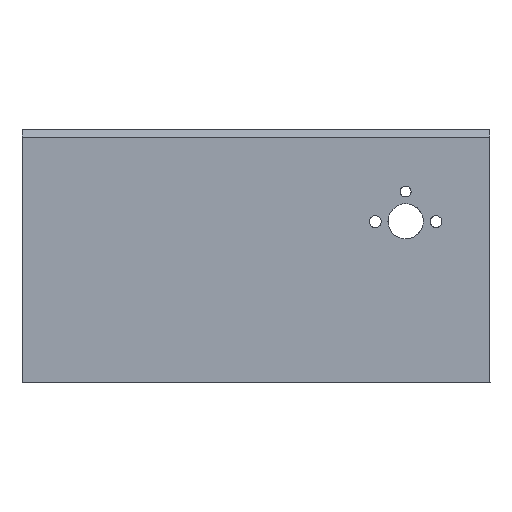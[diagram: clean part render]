
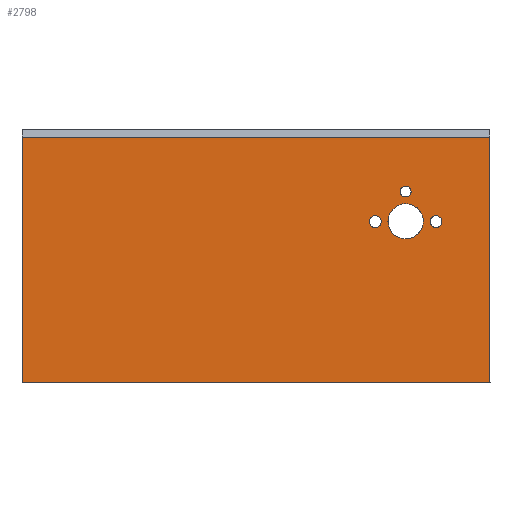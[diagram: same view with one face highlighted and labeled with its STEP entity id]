
A CAD part, front view. The second image highlights one B-rep face of the part: STEP entity #2798.
In plain terms, the highlighted planar face has unit normal (0, -1, 0).
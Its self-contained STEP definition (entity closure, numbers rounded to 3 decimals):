
#1916=CARTESIAN_POINT('',(-185.977,264.65,567.032));
#1917=VERTEX_POINT('',#1916);
#1939=CARTESIAN_POINT('',(-185.977,264.65,470.032));
#1940=VERTEX_POINT('',#1939);
#1947=CARTESIAN_POINT('',(-185.977,264.65,470.032));
#1948=DIRECTION('',(-0.,0.,1.));
#1949=VECTOR('',#1948,97.);
#1950=LINE('',#1947,#1949);
#1951=EDGE_CURVE('',#1940,#1917,#1950,.T.);
#2091=CARTESIAN_POINT('',(-0.941,264.624,470.032));
#2092=VERTEX_POINT('',#2091);
#2099=CARTESIAN_POINT('',(-185.977,264.65,470.032));
#2100=DIRECTION('',(1.,0.,-0.));
#2101=VECTOR('',#2100,185.036);
#2102=LINE('',#2099,#2101);
#2103=EDGE_CURVE('',#1940,#2092,#2102,.T.);
#2704=CARTESIAN_POINT('',(-162.325,264.647,465.393));
#2705=DIRECTION('',(0.,1.,-0.));
#2706=DIRECTION('',(-1.,0.,0.));
#2707=AXIS2_PLACEMENT_3D('',#2704,#2705,#2706);
#2708=PLANE('',#2707);
#2709=CARTESIAN_POINT('',(-43.933,264.63,533.624));
#2710=VERTEX_POINT('',#2709);
#2711=CARTESIAN_POINT('',(-46.283,264.63,535.974));
#2712=VERTEX_POINT('',#2711);
#2713=CARTESIAN_POINT('',(-46.283,264.63,533.624));
#2714=DIRECTION('',(0.,1.,-0.));
#2715=DIRECTION('',(1.,0.,-0.));
#2716=AXIS2_PLACEMENT_3D('',#2713,#2714,#2715);
#2717=ELLIPSE('',#2716,2.35,2.35);
#2718=EDGE_CURVE('',#2710,#2712,#2717,.T.);
#2719=ORIENTED_EDGE('',*,*,#2718,.T.);
#2720=CARTESIAN_POINT('',(-46.283,264.63,533.624));
#2721=DIRECTION('',(0.,1.,-0.));
#2722=DIRECTION('',(1.,0.,-0.));
#2723=AXIS2_PLACEMENT_3D('',#2720,#2721,#2722);
#2724=ELLIPSE('',#2723,2.35,2.35);
#2725=EDGE_CURVE('',#2712,#2710,#2724,.T.);
#2726=ORIENTED_EDGE('',*,*,#2725,.T.);
#2727=EDGE_LOOP('',(#2719,#2726));
#2728=FACE_BOUND('',#2727,.T.);
#2729=CARTESIAN_POINT('',(-19.933,264.627,533.624));
#2730=VERTEX_POINT('',#2729);
#2731=CARTESIAN_POINT('',(-22.283,264.627,535.974));
#2732=VERTEX_POINT('',#2731);
#2733=CARTESIAN_POINT('',(-22.283,264.627,533.624));
#2734=DIRECTION('',(0.,1.,-0.));
#2735=DIRECTION('',(1.,0.,-0.));
#2736=AXIS2_PLACEMENT_3D('',#2733,#2734,#2735);
#2737=ELLIPSE('',#2736,2.35,2.35);
#2738=EDGE_CURVE('',#2730,#2732,#2737,.T.);
#2739=ORIENTED_EDGE('',*,*,#2738,.T.);
#2740=CARTESIAN_POINT('',(-22.283,264.627,533.624));
#2741=DIRECTION('',(0.,1.,-0.));
#2742=DIRECTION('',(1.,0.,-0.));
#2743=AXIS2_PLACEMENT_3D('',#2740,#2741,#2742);
#2744=ELLIPSE('',#2743,2.35,2.35);
#2745=EDGE_CURVE('',#2732,#2730,#2744,.T.);
#2746=ORIENTED_EDGE('',*,*,#2745,.T.);
#2747=EDGE_LOOP('',(#2739,#2746));
#2748=FACE_BOUND('',#2747,.T.);
#2749=CARTESIAN_POINT('',(-34.295,264.629,540.724));
#2750=VERTEX_POINT('',#2749);
#2751=CARTESIAN_POINT('',(-27.318,264.628,533.746));
#2752=VERTEX_POINT('',#2751);
#2753=CARTESIAN_POINT('',(-34.295,264.629,533.746));
#2754=DIRECTION('',(0.,-1.,0.));
#2755=DIRECTION('',(1.,0.,-0.));
#2756=AXIS2_PLACEMENT_3D('',#2753,#2754,#2755);
#2757=ELLIPSE('',#2756,6.978,6.978);
#2758=EDGE_CURVE('',#2750,#2752,#2757,.T.);
#2759=ORIENTED_EDGE('',*,*,#2758,.F.);
#2760=CARTESIAN_POINT('',(-34.295,264.629,533.746));
#2761=DIRECTION('',(0.,-1.,0.));
#2762=DIRECTION('',(1.,0.,-0.));
#2763=AXIS2_PLACEMENT_3D('',#2760,#2761,#2762);
#2764=ELLIPSE('',#2763,6.978,6.978);
#2765=EDGE_CURVE('',#2752,#2750,#2764,.T.);
#2766=ORIENTED_EDGE('',*,*,#2765,.F.);
#2767=EDGE_LOOP('',(#2759,#2766));
#2768=FACE_BOUND('',#2767,.T.);
#2769=CARTESIAN_POINT('',(-36.433,264.629,545.51));
#2770=VERTEX_POINT('',#2769);
#2771=CARTESIAN_POINT('',(-34.283,264.629,545.51));
#2772=DIRECTION('',(0.,-1.,0.));
#2773=DIRECTION('',(-1.,0.,0.));
#2774=AXIS2_PLACEMENT_3D('',#2771,#2772,#2773);
#2775=ELLIPSE('',#2774,2.15,2.15);
#2776=EDGE_CURVE('',#2770,#2770,#2775,.T.);
#2777=ORIENTED_EDGE('',*,*,#2776,.F.);
#2778=EDGE_LOOP('',(#2777));
#2779=FACE_BOUND('',#2778,.T.);
#2780=CARTESIAN_POINT('',(-0.941,264.624,567.032));
#2781=VERTEX_POINT('',#2780);
#2782=CARTESIAN_POINT('',(-0.941,264.624,470.032));
#2783=DIRECTION('',(0.,0.,1.));
#2784=VECTOR('',#2783,97.);
#2785=LINE('',#2782,#2784);
#2786=EDGE_CURVE('',#2092,#2781,#2785,.T.);
#2787=ORIENTED_EDGE('',*,*,#2786,.T.);
#2788=CARTESIAN_POINT('',(-185.977,264.65,567.032));
#2789=DIRECTION('',(1.,0.,-0.));
#2790=VECTOR('',#2789,185.036);
#2791=LINE('',#2788,#2790);
#2792=EDGE_CURVE('',#1917,#2781,#2791,.T.);
#2793=ORIENTED_EDGE('',*,*,#2792,.F.);
#2794=ORIENTED_EDGE('',*,*,#1951,.F.);
#2795=ORIENTED_EDGE('',*,*,#2103,.T.);
#2796=EDGE_LOOP('',(#2787,#2793,#2794,#2795));
#2797=FACE_BOUND('',#2796,.T.);
#2798=ADVANCED_FACE('',(#2728,#2748,#2768,#2779,#2797),#2708,.F.);
